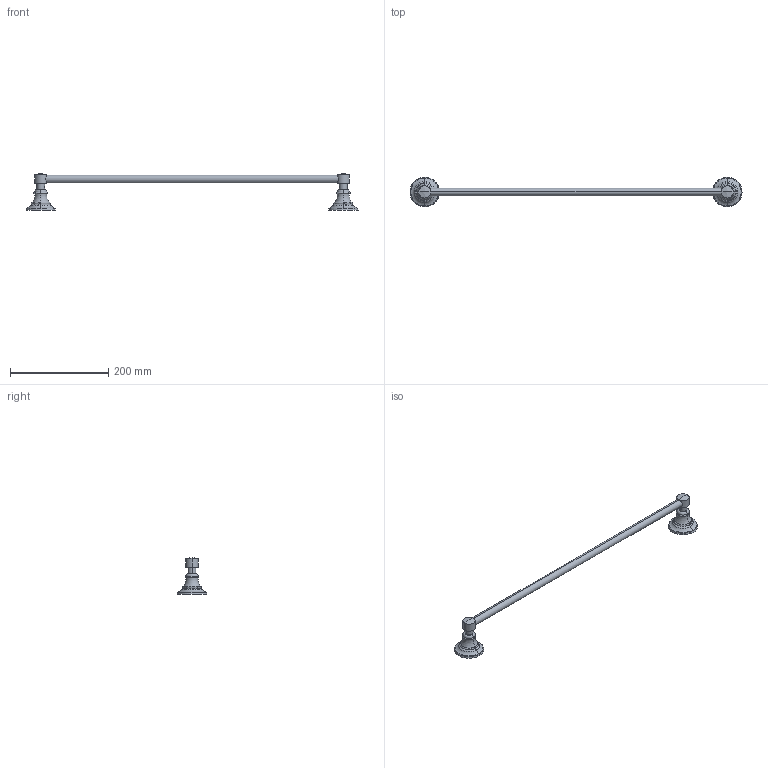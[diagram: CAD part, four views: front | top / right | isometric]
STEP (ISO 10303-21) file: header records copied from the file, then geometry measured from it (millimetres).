
FILE_DESCRIPTION((''),'2;1');
FILE_NAME('33-02_WEB','2010-07-28T',('pnmurthy'),(''),'PRO/ENGINEER BY PARAMETRIC TECHNOLOGY CORPORATION, 2009300','PRO/ENGINEER BY PARAMETRIC TECHNOLOGY CORPORATION, 2009300','');
FILE_SCHEMA(('CONFIG_CONTROL_DESIGN'));
Length unit declared in the file: inch
Products named in the file (1): 33-02_WEB
Bounding box: 675.59 x 60.07 x 74.3 mm (x, y, z)
Surface area: 55339.7 mm2 (no closed solid volume)
Topology: 0 solids, 20 shells, 76 faces, 217 edges, 145 vertices
Faces by surface type: torus 28, plane 18, bspline 12, cylinder 10, cone 8
Entity records: 4836 total; most frequent: CARTESIAN_POINT 2996, DIRECTION 379, ORIENTED_EDGE 325, EDGE_CURVE 213, AXIS2_PLACEMENT_3D 171, VERTEX_POINT 145, CIRCLE 107, EDGE_LOOP 76
